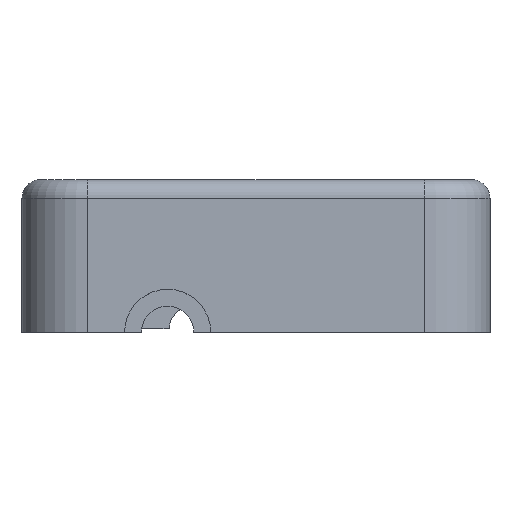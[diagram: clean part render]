
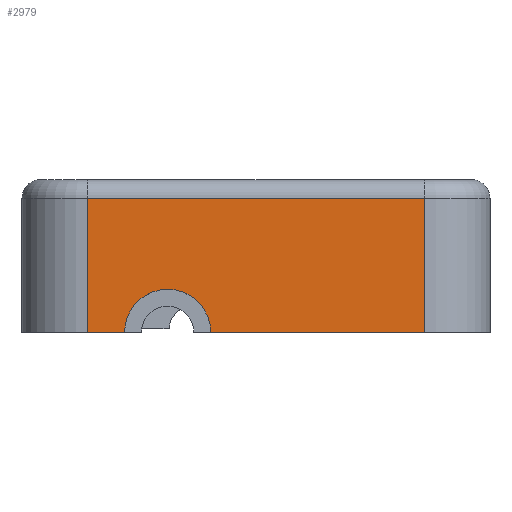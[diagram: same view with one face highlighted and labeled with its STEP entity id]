
A CAD part, top view. The second image highlights one B-rep face of the part: STEP entity #2979.
In plain terms, the highlighted planar face has unit normal (0, 0, 1).
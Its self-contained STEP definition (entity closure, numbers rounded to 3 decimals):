
#25 = DIRECTION ( 'NONE',  ( 0., -1., 0. ) ) ;
#32 = AXIS2_PLACEMENT_3D ( 'NONE', #1930, #1452, #891 ) ;
#67 = EDGE_LOOP ( 'NONE', ( #2950, #954, #637, #513, #2654, #408 ) ) ;
#124 = DIRECTION ( 'NONE',  ( 0., 1., 0. ) ) ;
#156 = VERTEX_POINT ( 'NONE', #2258 ) ;
#214 = EDGE_CURVE ( 'NONE', #156, #1959, #1020, .T. ) ;
#375 = DIRECTION ( 'NONE',  ( 1., 0., 0. ) ) ;
#408 = ORIENTED_EDGE ( 'NONE', *, *, #889, .T. ) ;
#409 = VECTOR ( 'NONE', #2048, 1000. ) ;
#513 = ORIENTED_EDGE ( 'NONE', *, *, #1728, .T. ) ;
#535 = VERTEX_POINT ( 'NONE', #1668 ) ;
#572 = DIRECTION ( 'NONE',  ( 1., 0., 0. ) ) ;
#583 = CARTESIAN_POINT ( 'NONE',  ( 18., -23., 42.5 ) ) ;
#621 = CARTESIAN_POINT ( 'NONE',  ( 18., -16.33, 42.5 ) ) ;
#637 = ORIENTED_EDGE ( 'NONE', *, *, #214, .F. ) ;
#843 = CARTESIAN_POINT ( 'NONE',  ( -18., -2., 42.5 ) ) ;
#865 = VECTOR ( 'NONE', #375, 1000. ) ;
#889 = EDGE_CURVE ( 'NONE', #535, #1549, #3077, .T. ) ;
#891 = DIRECTION ( 'NONE',  ( 1., 0., 0. ) ) ;
#954 = ORIENTED_EDGE ( 'NONE', *, *, #1426, .T. ) ;
#994 = CARTESIAN_POINT ( 'NONE',  ( -14.04, -16.33, 42.5 ) ) ;
#1009 = CARTESIAN_POINT ( 'NONE',  ( -18., -16.33, 42.5 ) ) ;
#1020 = CIRCLE ( 'NONE', #32, 4.6 ) ;
#1084 = VECTOR ( 'NONE', #572, 1000. ) ;
#1095 = CARTESIAN_POINT ( 'NONE',  ( -25., -23., 42.5 ) ) ;
#1287 = CARTESIAN_POINT ( 'NONE',  ( -18., -23., 42.5 ) ) ;
#1343 = PLANE ( 'NONE',  #2125 ) ;
#1345 = VERTEX_POINT ( 'NONE', #621 ) ;
#1426 = EDGE_CURVE ( 'NONE', #1746, #1959, #1596, .T. ) ;
#1452 = DIRECTION ( 'NONE',  ( 0., 0., 1. ) ) ;
#1476 = EDGE_CURVE ( 'NONE', #1345, #535, #2549, .T. ) ;
#1549 = VERTEX_POINT ( 'NONE', #2837 ) ;
#1596 = LINE ( 'NONE', #2612, #865 ) ;
#1668 = CARTESIAN_POINT ( 'NONE',  ( 18., -2., 42.5 ) ) ;
#1728 = EDGE_CURVE ( 'NONE', #156, #1345, #2047, .T. ) ;
#1746 = VERTEX_POINT ( 'NONE', #1009 ) ;
#1774 = LINE ( 'NONE', #1287, #1961 ) ;
#1930 = CARTESIAN_POINT ( 'NONE',  ( -9.44, -16.33, 42.5 ) ) ;
#1959 = VERTEX_POINT ( 'NONE', #994 ) ;
#1961 = VECTOR ( 'NONE', #25, 1000. ) ;
#2047 = LINE ( 'NONE', #2564, #1084 ) ;
#2048 = DIRECTION ( 'NONE',  ( -1., 0., 0. ) ) ;
#2125 = AXIS2_PLACEMENT_3D ( 'NONE', #1095, #2344, #2813 ) ;
#2258 = CARTESIAN_POINT ( 'NONE',  ( -4.84, -16.33, 42.5 ) ) ;
#2329 = FACE_OUTER_BOUND ( 'NONE', #67, .T. ) ;
#2344 = DIRECTION ( 'NONE',  ( 0., 0., 1. ) ) ;
#2373 = VECTOR ( 'NONE', #124, 1000. ) ;
#2394 = EDGE_CURVE ( 'NONE', #1549, #1746, #1774, .T. ) ;
#2549 = LINE ( 'NONE', #583, #2373 ) ;
#2564 = CARTESIAN_POINT ( 'NONE',  ( -25., -16.33, 42.5 ) ) ;
#2612 = CARTESIAN_POINT ( 'NONE',  ( -25., -16.33, 42.5 ) ) ;
#2654 = ORIENTED_EDGE ( 'NONE', *, *, #1476, .T. ) ;
#2813 = DIRECTION ( 'NONE',  ( 1., 0., 0. ) ) ;
#2837 = CARTESIAN_POINT ( 'NONE',  ( -18., -2., 42.5 ) ) ;
#2950 = ORIENTED_EDGE ( 'NONE', *, *, #2394, .T. ) ;
#2979 = ADVANCED_FACE ( 'NONE', ( #2329 ), #1343, .T. ) ;
#3077 = LINE ( 'NONE', #843, #409 ) ;
